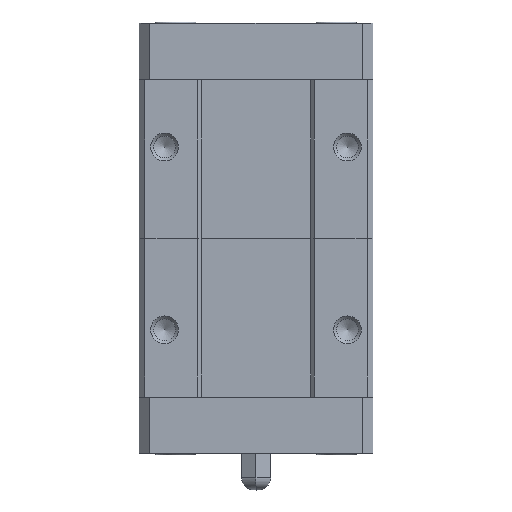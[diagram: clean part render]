
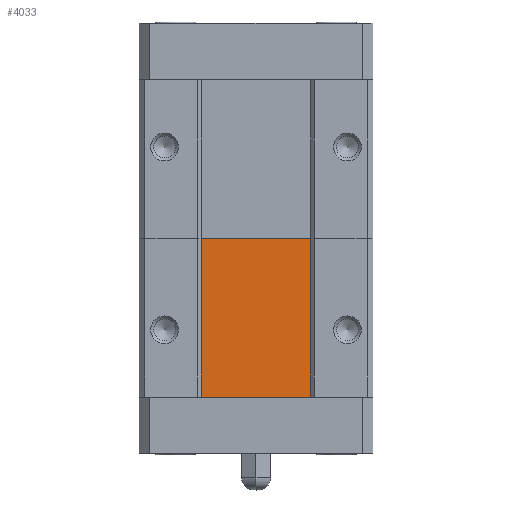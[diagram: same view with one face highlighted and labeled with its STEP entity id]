
A CAD part, top view. The second image highlights one B-rep face of the part: STEP entity #4033.
In plain terms, the highlighted planar face has unit normal (0, 0, 1).
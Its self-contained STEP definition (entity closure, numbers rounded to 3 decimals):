
#1358 = PLANE('',#1359);
#1359 = AXIS2_PLACEMENT_3D('',#1360,#1361,#1362);
#1360 = CARTESIAN_POINT('',(0.,-21.7,6.948));
#1361 = DIRECTION('',(0.,1.,0.));
#1362 = DIRECTION('',(0.,0.,1.));
#2651 = VERTEX_POINT('',#2652);
#2652 = CARTESIAN_POINT('',(-7.5,-21.7,12.3));
#2666 = PLANE('',#2667);
#2667 = AXIS2_PLACEMENT_3D('',#2668,#2669,#2670);
#2668 = CARTESIAN_POINT('',(-8.,0.,12.8));
#2669 = DIRECTION('',(0.707,0.,0.707));
#2670 = DIRECTION('',(0.707,0.,-0.707));
#2678 = EDGE_CURVE('',#2651,#2679,#2681,.T.);
#2679 = VERTEX_POINT('',#2680);
#2680 = CARTESIAN_POINT('',(7.5,-21.7,12.3));
#2681 = SURFACE_CURVE('',#2682,(#2686,#2693),.PCURVE_S1.);
#2682 = LINE('',#2683,#2684);
#2683 = CARTESIAN_POINT('',(-7.5,-21.7,12.3));
#2684 = VECTOR('',#2685,1.);
#2685 = DIRECTION('',(1.,0.,0.));
#2686 = PCURVE('',#1358,#2687);
#2687 = DEFINITIONAL_REPRESENTATION('',(#2688),#2692);
#2688 = LINE('',#2689,#2690);
#2689 = CARTESIAN_POINT('',(5.352,-7.5));
#2690 = VECTOR('',#2691,1.);
#2691 = DIRECTION('',(0.,1.));
#2692 = ( GEOMETRIC_REPRESENTATION_CONTEXT(2) 
PARAMETRIC_REPRESENTATION_CONTEXT() REPRESENTATION_CONTEXT('2D SPACE',''
  ) );
#2693 = PCURVE('',#2694,#2699);
#2694 = PLANE('',#2695);
#2695 = AXIS2_PLACEMENT_3D('',#2696,#2697,#2698);
#2696 = CARTESIAN_POINT('',(-7.5,0.,12.3));
#2697 = DIRECTION('',(0.,0.,1.));
#2698 = DIRECTION('',(1.,0.,0.));
#2699 = DEFINITIONAL_REPRESENTATION('',(#2700),#2704);
#2700 = LINE('',#2701,#2702);
#2701 = CARTESIAN_POINT('',(0.,-21.7));
#2702 = VECTOR('',#2703,1.);
#2703 = DIRECTION('',(1.,-0.));
#2704 = ( GEOMETRIC_REPRESENTATION_CONTEXT(2) 
PARAMETRIC_REPRESENTATION_CONTEXT() REPRESENTATION_CONTEXT('2D SPACE',''
  ) );
#2722 = PLANE('',#2723);
#2723 = AXIS2_PLACEMENT_3D('',#2724,#2725,#2726);
#2724 = CARTESIAN_POINT('',(7.5,0.,12.3));
#2725 = DIRECTION('',(-0.707,0.,0.707));
#2726 = DIRECTION('',(0.707,0.,0.707));
#3983 = EDGE_CURVE('',#3984,#2679,#3986,.T.);
#3984 = VERTEX_POINT('',#3985);
#3985 = CARTESIAN_POINT('',(7.5,0.,12.3));
#3986 = SURFACE_CURVE('',#3987,(#3991,#3998),.PCURVE_S1.);
#3987 = LINE('',#3988,#3989);
#3988 = CARTESIAN_POINT('',(7.5,0.,12.3));
#3989 = VECTOR('',#3990,1.);
#3990 = DIRECTION('',(-0.,-1.,0.));
#3991 = PCURVE('',#2722,#3992);
#3992 = DEFINITIONAL_REPRESENTATION('',(#3993),#3997);
#3993 = LINE('',#3994,#3995);
#3994 = CARTESIAN_POINT('',(0.,0.));
#3995 = VECTOR('',#3996,1.);
#3996 = DIRECTION('',(0.,-1.));
#3997 = ( GEOMETRIC_REPRESENTATION_CONTEXT(2) 
PARAMETRIC_REPRESENTATION_CONTEXT() REPRESENTATION_CONTEXT('2D SPACE',''
  ) );
#3998 = PCURVE('',#2694,#3999);
#3999 = DEFINITIONAL_REPRESENTATION('',(#4000),#4004);
#4000 = LINE('',#4001,#4002);
#4001 = CARTESIAN_POINT('',(15.,0.));
#4002 = VECTOR('',#4003,1.);
#4003 = DIRECTION('',(0.,-1.));
#4004 = ( GEOMETRIC_REPRESENTATION_CONTEXT(2) 
PARAMETRIC_REPRESENTATION_CONTEXT() REPRESENTATION_CONTEXT('2D SPACE',''
  ) );
#4033 = ADVANCED_FACE('',(#4034),#2694,.T.);
#4034 = FACE_BOUND('',#4035,.T.);
#4035 = EDGE_LOOP('',(#4036,#4059,#4060,#4061));
#4036 = ORIENTED_EDGE('',*,*,#4037,.T.);
#4037 = EDGE_CURVE('',#4038,#2651,#4040,.T.);
#4038 = VERTEX_POINT('',#4039);
#4039 = CARTESIAN_POINT('',(-7.5,0.,12.3));
#4040 = SURFACE_CURVE('',#4041,(#4045,#4052),.PCURVE_S1.);
#4041 = LINE('',#4042,#4043);
#4042 = CARTESIAN_POINT('',(-7.5,0.,12.3));
#4043 = VECTOR('',#4044,1.);
#4044 = DIRECTION('',(-0.,-1.,0.));
#4045 = PCURVE('',#2694,#4046);
#4046 = DEFINITIONAL_REPRESENTATION('',(#4047),#4051);
#4047 = LINE('',#4048,#4049);
#4048 = CARTESIAN_POINT('',(0.,0.));
#4049 = VECTOR('',#4050,1.);
#4050 = DIRECTION('',(0.,-1.));
#4051 = ( GEOMETRIC_REPRESENTATION_CONTEXT(2) 
PARAMETRIC_REPRESENTATION_CONTEXT() REPRESENTATION_CONTEXT('2D SPACE',''
  ) );
#4052 = PCURVE('',#2666,#4053);
#4053 = DEFINITIONAL_REPRESENTATION('',(#4054),#4058);
#4054 = LINE('',#4055,#4056);
#4055 = CARTESIAN_POINT('',(0.707,0.));
#4056 = VECTOR('',#4057,1.);
#4057 = DIRECTION('',(0.,-1.));
#4058 = ( GEOMETRIC_REPRESENTATION_CONTEXT(2) 
PARAMETRIC_REPRESENTATION_CONTEXT() REPRESENTATION_CONTEXT('2D SPACE',''
  ) );
#4059 = ORIENTED_EDGE('',*,*,#2678,.T.);
#4060 = ORIENTED_EDGE('',*,*,#3983,.F.);
#4061 = ORIENTED_EDGE('',*,*,#4062,.F.);
#4062 = EDGE_CURVE('',#4038,#3984,#4063,.T.);
#4063 = SURFACE_CURVE('',#4064,(#4068,#4075),.PCURVE_S1.);
#4064 = LINE('',#4065,#4066);
#4065 = CARTESIAN_POINT('',(-7.5,0.,12.3));
#4066 = VECTOR('',#4067,1.);
#4067 = DIRECTION('',(1.,0.,0.));
#4068 = PCURVE('',#2694,#4069);
#4069 = DEFINITIONAL_REPRESENTATION('',(#4070),#4074);
#4070 = LINE('',#4071,#4072);
#4071 = CARTESIAN_POINT('',(0.,0.));
#4072 = VECTOR('',#4073,1.);
#4073 = DIRECTION('',(1.,-0.));
#4074 = ( GEOMETRIC_REPRESENTATION_CONTEXT(2) 
PARAMETRIC_REPRESENTATION_CONTEXT() REPRESENTATION_CONTEXT('2D SPACE',''
  ) );
#4075 = PCURVE('',#4076,#4081);
#4076 = PLANE('',#4077);
#4077 = AXIS2_PLACEMENT_3D('',#4078,#4079,#4080);
#4078 = CARTESIAN_POINT('',(-7.5,0.,12.3));
#4079 = DIRECTION('',(0.,0.,1.));
#4080 = DIRECTION('',(-1.,-0.,-0.));
#4081 = DEFINITIONAL_REPRESENTATION('',(#4082),#4086);
#4082 = LINE('',#4083,#4084);
#4083 = CARTESIAN_POINT('',(-0.,0.));
#4084 = VECTOR('',#4085,1.);
#4085 = DIRECTION('',(-1.,0.));
#4086 = ( GEOMETRIC_REPRESENTATION_CONTEXT(2) 
PARAMETRIC_REPRESENTATION_CONTEXT() REPRESENTATION_CONTEXT('2D SPACE',''
  ) );
